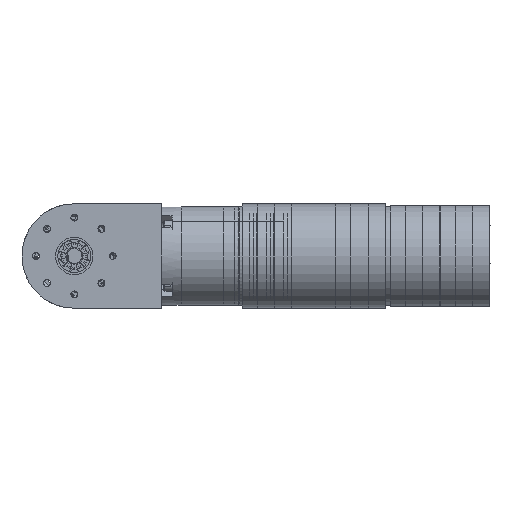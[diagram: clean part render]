
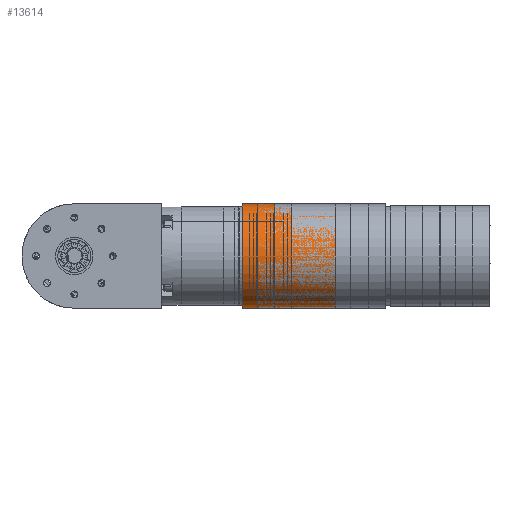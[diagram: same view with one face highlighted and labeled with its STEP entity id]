
A CAD part, left-side view. The second image highlights one B-rep face of the part: STEP entity #13614.
In plain terms, the highlighted cylindrical face has radius 19 mm (diameter 38 mm), a partial arc.
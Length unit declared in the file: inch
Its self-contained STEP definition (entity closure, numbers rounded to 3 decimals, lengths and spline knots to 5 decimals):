
#1028 = CARTESIAN_POINT ( 'NONE',  ( 0., 0., -1.45669 ) ) ;
#1221 = VERTEX_POINT ( 'NONE', #75699 ) ;
#2638 = FACE_OUTER_BOUND ( 'NONE', #10747, .T. ) ;
#4117 = LINE ( 'NONE', #51628, #42208 ) ;
#4159 = DIRECTION ( 'NONE',  ( -1., 0., 0. ) ) ;
#5522 = CARTESIAN_POINT ( 'NONE',  ( -0.74803, 0., -0.11811 ) ) ;
#5731 = EDGE_CURVE ( 'NONE', #1221, #51747, #19825, .T. ) ;
#6197 = VERTEX_POINT ( 'NONE', #5522 ) ;
#6452 = ORIENTED_EDGE ( 'NONE', *, *, #5731, .F. ) ;
#6689 = DIRECTION ( 'NONE',  ( 0., 0., -1. ) ) ;
#8410 = DIRECTION ( 'NONE',  ( 0., 0., -1. ) ) ;
#10091 = EDGE_CURVE ( 'NONE', #1221, #6197, #55908, .T. ) ;
#10747 = EDGE_LOOP ( 'NONE', ( #6452, #60510, #67636, #53401 ) ) ;
#13614 = ADVANCED_FACE ( 'NONE', ( #2638 ), #32071, .T. ) ;
#17116 = AXIS2_PLACEMENT_3D ( 'NONE', #47146, #6689, #59305 ) ;
#17121 = VERTEX_POINT ( 'NONE', #52958 ) ;
#19825 = LINE ( 'NONE', #68157, #53278 ) ;
#29642 = CARTESIAN_POINT ( 'NONE',  ( 0., 0., -0.11811 ) ) ;
#31614 = AXIS2_PLACEMENT_3D ( 'NONE', #29642, #59533, #76047 ) ;
#32071 = CYLINDRICAL_SURFACE ( 'NONE', #31614, 0.74803 ) ;
#37326 = CIRCLE ( 'NONE', #76195, 0.74803 ) ;
#42208 = VECTOR ( 'NONE', #8410, 39.37008 ) ;
#44697 = EDGE_CURVE ( 'NONE', #6197, #17121, #4117, .T. ) ;
#47146 = CARTESIAN_POINT ( 'NONE',  ( 0., 0., -0.11811 ) ) ;
#48894 = DIRECTION ( 'NONE',  ( 0., 0., -1. ) ) ;
#51628 = CARTESIAN_POINT ( 'NONE',  ( -0.74803, 0., -0.11811 ) ) ;
#51747 = VERTEX_POINT ( 'NONE', #72498 ) ;
#52958 = CARTESIAN_POINT ( 'NONE',  ( -0.74803, 0., -1.45669 ) ) ;
#53278 = VECTOR ( 'NONE', #74435, 39.37008 ) ;
#53401 = ORIENTED_EDGE ( 'NONE', *, *, #68045, .F. ) ;
#55908 = CIRCLE ( 'NONE', #17116, 0.74803 ) ;
#59305 = DIRECTION ( 'NONE',  ( -1., 0., 0. ) ) ;
#59533 = DIRECTION ( 'NONE',  ( 0., 0., -1. ) ) ;
#60510 = ORIENTED_EDGE ( 'NONE', *, *, #10091, .T. ) ;
#67636 = ORIENTED_EDGE ( 'NONE', *, *, #44697, .T. ) ;
#68045 = EDGE_CURVE ( 'NONE', #51747, #17121, #37326, .T. ) ;
#68157 = CARTESIAN_POINT ( 'NONE',  ( 0.74803, 0., -0.11811 ) ) ;
#72498 = CARTESIAN_POINT ( 'NONE',  ( 0.74803, 0., -1.45669 ) ) ;
#74435 = DIRECTION ( 'NONE',  ( 0., 0., -1. ) ) ;
#75699 = CARTESIAN_POINT ( 'NONE',  ( 0.74803, 0., -0.11811 ) ) ;
#76047 = DIRECTION ( 'NONE',  ( -1., 0., 0. ) ) ;
#76195 = AXIS2_PLACEMENT_3D ( 'NONE', #1028, #48894, #4159 ) ;
